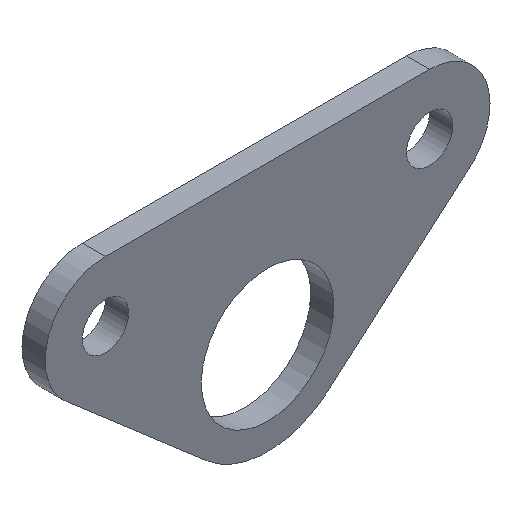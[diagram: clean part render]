
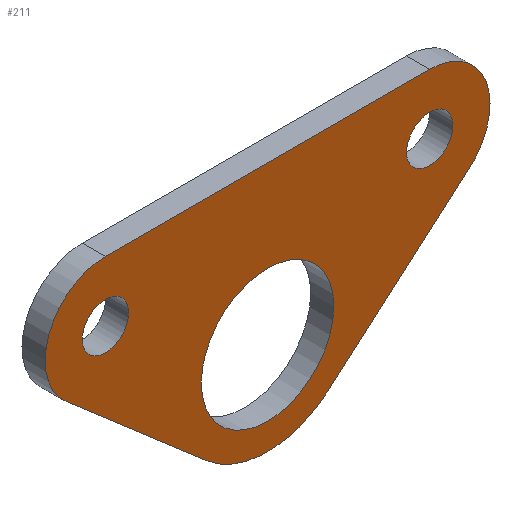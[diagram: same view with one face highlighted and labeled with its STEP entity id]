
A CAD part, isometric view. The second image highlights one B-rep face of the part: STEP entity #211.
In plain terms, the highlighted planar face has unit normal (0, -1, 0).
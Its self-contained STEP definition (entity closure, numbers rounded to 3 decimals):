
#18=FACE_BOUND('',#51,.T.);
#19=FACE_BOUND('',#52,.T.);
#20=FACE_BOUND('',#53,.T.);
#25=PLANE('',#248);
#36=FACE_OUTER_BOUND('',#50,.T.);
#50=EDGE_LOOP('',(#186,#187,#188,#189,#190,#191));
#51=EDGE_LOOP('',(#192));
#52=EDGE_LOOP('',(#193));
#53=EDGE_LOOP('',(#194));
#60=LINE('',#344,#75);
#64=LINE('',#356,#79);
#68=LINE('',#366,#83);
#75=VECTOR('',#283,10.);
#79=VECTOR('',#295,10.);
#83=VECTOR('',#307,10.);
#84=CIRCLE('',#227,5.);
#86=CIRCLE('',#230,5.);
#88=CIRCLE('',#233,14.3);
#91=CIRCLE('',#237,13.);
#93=CIRCLE('',#241,20.);
#95=CIRCLE('',#245,13.);
#96=VERTEX_POINT('',#314);
#98=VERTEX_POINT('',#320);
#100=VERTEX_POINT('',#326);
#104=VERTEX_POINT('',#335);
#105=VERTEX_POINT('',#337);
#107=VERTEX_POINT('',#343);
#109=VERTEX_POINT('',#349);
#111=VERTEX_POINT('',#355);
#113=VERTEX_POINT('',#361);
#114=EDGE_CURVE('',#96,#96,#84,.T.);
#117=EDGE_CURVE('',#98,#98,#86,.T.);
#120=EDGE_CURVE('',#100,#100,#88,.T.);
#125=EDGE_CURVE('',#105,#104,#91,.T.);
#128=EDGE_CURVE('',#107,#105,#60,.T.);
#131=EDGE_CURVE('',#109,#107,#93,.T.);
#134=EDGE_CURVE('',#111,#109,#64,.T.);
#137=EDGE_CURVE('',#113,#111,#95,.T.);
#140=EDGE_CURVE('',#104,#113,#68,.T.);
#186=ORIENTED_EDGE('',*,*,#140,.T.);
#187=ORIENTED_EDGE('',*,*,#137,.T.);
#188=ORIENTED_EDGE('',*,*,#134,.T.);
#189=ORIENTED_EDGE('',*,*,#131,.T.);
#190=ORIENTED_EDGE('',*,*,#128,.T.);
#191=ORIENTED_EDGE('',*,*,#125,.T.);
#192=ORIENTED_EDGE('',*,*,#120,.T.);
#193=ORIENTED_EDGE('',*,*,#117,.T.);
#194=ORIENTED_EDGE('',*,*,#114,.T.);
#211=ADVANCED_FACE('',(#36,#18,#19,#20),#25,.F.);
#227=AXIS2_PLACEMENT_3D('',#315,#253,#254);
#230=AXIS2_PLACEMENT_3D('',#321,#260,#261);
#233=AXIS2_PLACEMENT_3D('',#327,#267,#268);
#237=AXIS2_PLACEMENT_3D('',#338,#277,#278);
#241=AXIS2_PLACEMENT_3D('',#350,#289,#290);
#245=AXIS2_PLACEMENT_3D('',#362,#301,#302);
#248=AXIS2_PLACEMENT_3D('',#368,#310,#311);
#253=DIRECTION('center_axis',(0.,1.,0.));
#254=DIRECTION('ref_axis',(1.,0.,0.));
#260=DIRECTION('center_axis',(0.,1.,0.));
#261=DIRECTION('ref_axis',(1.,0.,0.));
#267=DIRECTION('center_axis',(0.,1.,0.));
#268=DIRECTION('ref_axis',(1.,0.,0.));
#277=DIRECTION('center_axis',(0.,-1.,0.));
#278=DIRECTION('ref_axis',(1.,0.,0.));
#283=DIRECTION('',(0.757,0.,0.654));
#289=DIRECTION('center_axis',(0.,-1.,0.));
#290=DIRECTION('ref_axis',(1.,0.,0.));
#295=DIRECTION('',(0.757,0.,-0.654));
#301=DIRECTION('center_axis',(0.,-1.,0.));
#302=DIRECTION('ref_axis',(1.,0.,0.));
#307=DIRECTION('',(-1.,0.,0.));
#310=DIRECTION('center_axis',(0.,1.,0.));
#311=DIRECTION('ref_axis',(1.,0.,0.));
#314=CARTESIAN_POINT('',(-40.,-5.,21.));
#315=CARTESIAN_POINT('Origin',(-35.,-5.,21.));
#320=CARTESIAN_POINT('',(30.,-5.,21.));
#321=CARTESIAN_POINT('Origin',(35.,-5.,21.));
#326=CARTESIAN_POINT('',(-14.3,-5.,0.));
#327=CARTESIAN_POINT('Origin',(0.,-5.,0.));
#335=CARTESIAN_POINT('',(35.,-5.,34.));
#337=CARTESIAN_POINT('',(43.501,-5.,11.165));
#338=CARTESIAN_POINT('Origin',(35.,-5.,21.));
#343=CARTESIAN_POINT('',(13.079,-5.,-15.131));
#344=CARTESIAN_POINT('',(43.501,-5.,11.165));
#349=CARTESIAN_POINT('',(-13.079,-5.,-15.131));
#350=CARTESIAN_POINT('Origin',(0.,-5.,0.));
#355=CARTESIAN_POINT('',(-43.501,-5.,11.165));
#356=CARTESIAN_POINT('',(-13.079,-5.,-15.131));
#361=CARTESIAN_POINT('',(-35.,-5.,34.));
#362=CARTESIAN_POINT('Origin',(-35.,-5.,21.));
#366=CARTESIAN_POINT('',(-35.,-5.,34.));
#368=CARTESIAN_POINT('Origin',(0.,-5.,7.));
